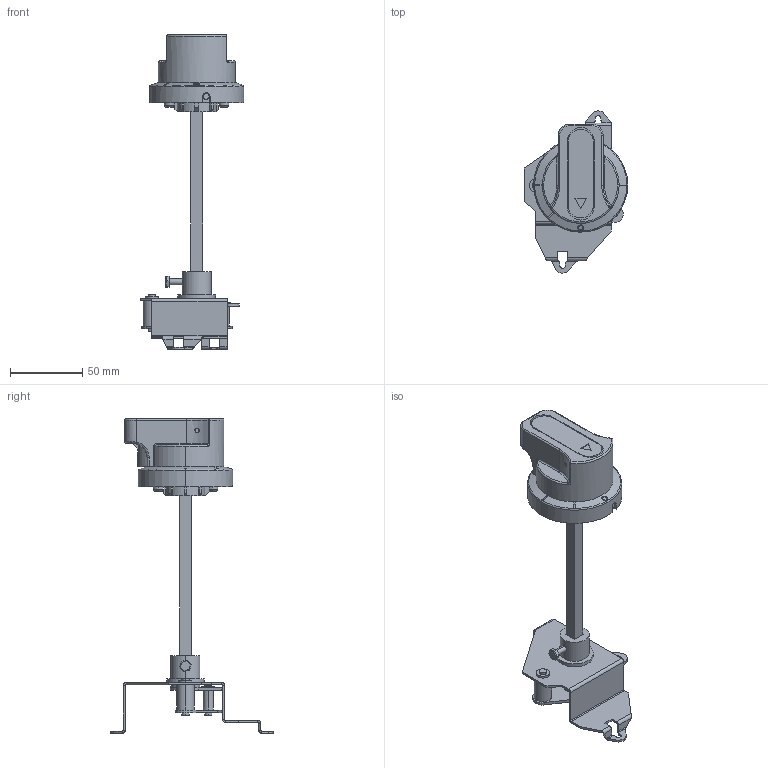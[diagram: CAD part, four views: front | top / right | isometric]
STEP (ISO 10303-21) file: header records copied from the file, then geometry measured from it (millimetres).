
FILE_DESCRIPTION (( 'STEP AP203' ), '1' );
FILE_NAME ('Ðó÷íîé ïîâîðîòíûé ïðèâîä ê ÂÀ-99 125À.STEP', '2016-11-01T08:55:46', ( 'kuryshev' ), ( '' ), 'SwSTEP 2.0', 'SolidWorks 2010', '' );
FILE_SCHEMA (( 'CONFIG_CONTROL_DESIGN' ));
Length unit declared in the file: millimetre
Products named in the file (1): Ðó÷íîé ïîâîðîòíûé ïðèâîä ê ÂÀ-99 125À
Bounding box: 71.5 x 111.98 x 217 mm (x, y, z)
Volume: 105532.2 mm3; surface area: 55419.5 mm2
Topology: 4 solids, 4 shells, 461 faces, 1176 edges, 738 vertices
Faces by surface type: plane 267, cylinder 150, torus 20, bspline 14, cone 7, sphere 3
Entity records: 15562 total; most frequent: CARTESIAN_POINT 4327, ORIENTED_EDGE 2352, DIRECTION 2279, EDGE_CURVE 1176, AXIS2_PLACEMENT_3D 780, VERTEX_POINT 738, VECTOR 719, LINE 719
